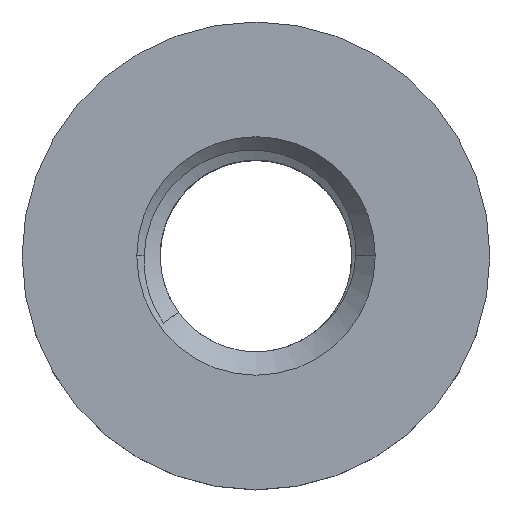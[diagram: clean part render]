
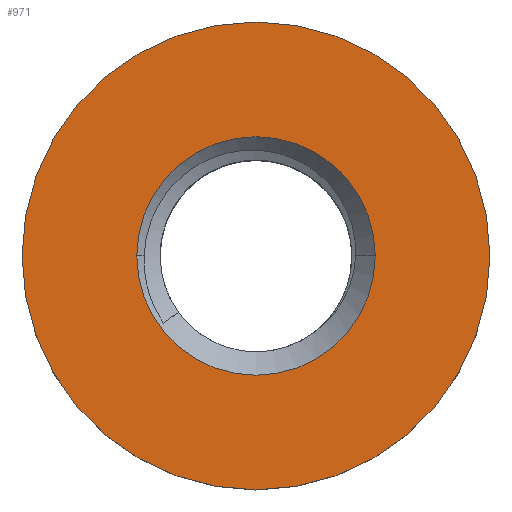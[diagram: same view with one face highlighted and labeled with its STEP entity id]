
A CAD part, top view. The second image highlights one B-rep face of the part: STEP entity #971.
In plain terms, the highlighted planar face has unit normal (0, 0, 1).
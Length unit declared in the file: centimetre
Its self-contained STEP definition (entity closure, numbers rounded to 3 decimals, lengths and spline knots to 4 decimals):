
#6 = VERTEX_POINT ( 'NONE', #1987 ) ;
#90 = AXIS2_PLACEMENT_3D ( 'NONE', #2011, #2000, #721 ) ;
#207 = ORIENTED_EDGE ( 'NONE', *, *, #1484, .F. ) ;
#229 = DIRECTION ( 'NONE',  ( 0., 0., -1. ) ) ;
#241 = ORIENTED_EDGE ( 'NONE', *, *, #1958, .F. ) ;
#311 = DIRECTION ( 'NONE',  ( 0., 0., -1. ) ) ;
#363 = VERTEX_POINT ( 'NONE', #2068 ) ;
#583 = EDGE_LOOP ( 'NONE', ( #829, #207 ) ) ;
#595 = CARTESIAN_POINT ( 'NONE',  ( 0., 0., 0.1 ) ) ;
#721 = DIRECTION ( 'NONE',  ( 1., 0., 0. ) ) ;
#766 = EDGE_LOOP ( 'NONE', ( #1791, #241 ) ) ;
#829 = ORIENTED_EDGE ( 'NONE', *, *, #1328, .F. ) ;
#922 = AXIS2_PLACEMENT_3D ( 'NONE', #1135, #311, #1471 ) ;
#971 = ADVANCED_FACE ( 'NONE', ( #1062, #2055 ), #1898, .F. ) ;
#1010 = VERTEX_POINT ( 'NONE', #2032 ) ;
#1062 = FACE_OUTER_BOUND ( 'NONE', #583, .T. ) ;
#1071 = DIRECTION ( 'NONE',  ( 0., 0., 1. ) ) ;
#1092 = CIRCLE ( 'NONE', #2058, 0.153 ) ;
#1135 = CARTESIAN_POINT ( 'NONE',  ( 0., 0., 0.1 ) ) ;
#1161 = CIRCLE ( 'NONE', #1853, 0.3 ) ;
#1268 = AXIS2_PLACEMENT_3D ( 'NONE', #595, #229, #1872 ) ;
#1328 = EDGE_CURVE ( 'NONE', #1365, #363, #1161, .T. ) ;
#1365 = VERTEX_POINT ( 'NONE', #1633 ) ;
#1426 = DIRECTION ( 'NONE',  ( 1., 0., 0. ) ) ;
#1471 = DIRECTION ( 'NONE',  ( 1., 0., 0. ) ) ;
#1484 = EDGE_CURVE ( 'NONE', #363, #1365, #1923, .T. ) ;
#1633 = CARTESIAN_POINT ( 'NONE',  ( 0.3, 0., 0.1 ) ) ;
#1745 = CARTESIAN_POINT ( 'NONE',  ( 0., 0., 0.1 ) ) ;
#1764 = DIRECTION ( 'NONE',  ( 0., 0., -1. ) ) ;
#1771 = CARTESIAN_POINT ( 'NONE',  ( 0., 0., 0.1 ) ) ;
#1791 = ORIENTED_EDGE ( 'NONE', *, *, #2048, .F. ) ;
#1853 = AXIS2_PLACEMENT_3D ( 'NONE', #1771, #1764, #2103 ) ;
#1872 = DIRECTION ( 'NONE',  ( -1., 0., 0. ) ) ;
#1898 = PLANE ( 'NONE',  #1268 ) ;
#1923 = CIRCLE ( 'NONE', #922, 0.3 ) ;
#1958 = EDGE_CURVE ( 'NONE', #1010, #6, #2015, .T. ) ;
#1987 = CARTESIAN_POINT ( 'NONE',  ( 0.153, 0., 0.1 ) ) ;
#2000 = DIRECTION ( 'NONE',  ( 0., 0., 1. ) ) ;
#2011 = CARTESIAN_POINT ( 'NONE',  ( 0., 0., 0.1 ) ) ;
#2015 = CIRCLE ( 'NONE', #90, 0.153 ) ;
#2032 = CARTESIAN_POINT ( 'NONE',  ( -0.153, 0., 0.1 ) ) ;
#2048 = EDGE_CURVE ( 'NONE', #6, #1010, #1092, .T. ) ;
#2055 = FACE_BOUND ( 'NONE', #766, .T. ) ;
#2058 = AXIS2_PLACEMENT_3D ( 'NONE', #1745, #1071, #1426 ) ;
#2068 = CARTESIAN_POINT ( 'NONE',  ( -0.3, 0., 0.1 ) ) ;
#2103 = DIRECTION ( 'NONE',  ( 1., 0., 0. ) ) ;
